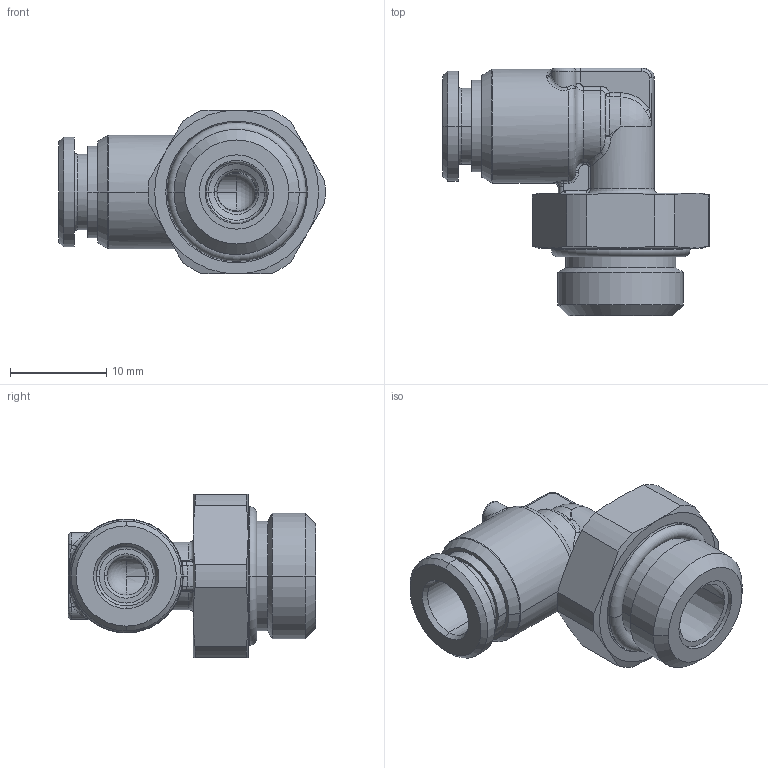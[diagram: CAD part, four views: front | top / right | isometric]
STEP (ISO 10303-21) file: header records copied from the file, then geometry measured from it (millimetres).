
FILE_DESCRIPTION((''),'2;1');
FILE_NAME('mxm.16.06.14',(''),('sopra-pneumatic'),'PRO/ENGINEER BY PARAMETRIC TECHNOLOGY CORPORATION, 2014200','PRO/ENGINEER BY PARAMETRIC TECHNOLOGY CORPORATION, 2014200','');
FILE_SCHEMA(('CONFIG_CONTROL_DESIGN'));
Length unit declared in the file: millimetre
Products named in the file (1): 384108B_930X4M-6FF-1-4
Bounding box: 27.64 x 25.65 x 17 mm (x, y, z)
Volume: 3178.1 mm3; surface area: 3172.9 mm2
Topology: 2 solids, 2 shells, 215 faces, 485 edges, 279 vertices
Faces by surface type: cylinder 62, torus 41, cone 38, bspline 38, plane 29, sphere 7
Entity records: 8291 total; most frequent: CARTESIAN_POINT 3632, DIRECTION 989, ORIENTED_EDGE 970, EDGE_CURVE 485, AXIS2_PLACEMENT_3D 434, VERTEX_POINT 279, CIRCLE 257, EDGE_LOOP 228
